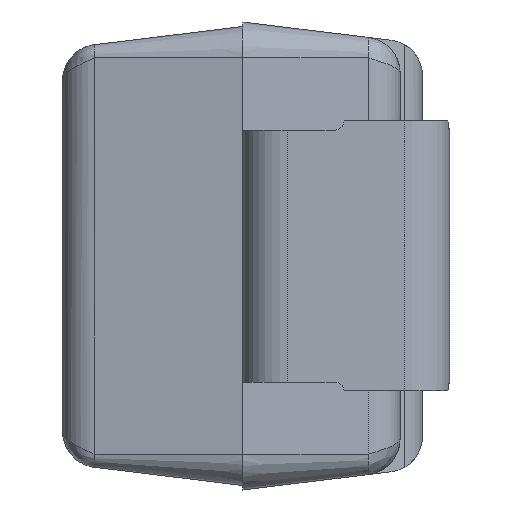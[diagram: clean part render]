
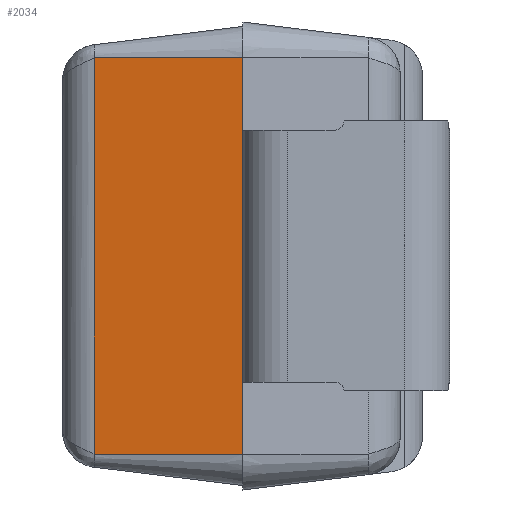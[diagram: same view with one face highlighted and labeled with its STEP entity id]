
A CAD part, left-side view. The second image highlights one B-rep face of the part: STEP entity #2034.
In plain terms, the highlighted face is planar.
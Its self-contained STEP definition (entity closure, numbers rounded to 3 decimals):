
#255=FACE_OUTER_BOUND('',#372,.T.);
#372=EDGE_LOOP('',(#1669,#1670,#1671,#1672));
#535=LINE('',#3762,#740);
#540=LINE('',#3859,#745);
#541=LINE('',#3863,#746);
#542=LINE('',#3864,#747);
#740=VECTOR('',#2671,10.);
#745=VECTOR('',#2692,10.);
#746=VECTOR('',#2697,10.);
#747=VECTOR('',#2698,10.);
#950=VERTEX_POINT('',#3709);
#951=VERTEX_POINT('',#3736);
#955=VERTEX_POINT('',#3858);
#956=VERTEX_POINT('',#3862);
#1199=EDGE_CURVE('',#951,#950,#535,.T.);
#1209=EDGE_CURVE('',#955,#950,#540,.T.);
#1211=EDGE_CURVE('',#956,#951,#541,.T.);
#1212=EDGE_CURVE('',#955,#956,#542,.T.);
#1669=ORIENTED_EDGE('',*,*,#1199,.F.);
#1670=ORIENTED_EDGE('',*,*,#1211,.F.);
#1671=ORIENTED_EDGE('',*,*,#1212,.F.);
#1672=ORIENTED_EDGE('',*,*,#1209,.T.);
#1927=PLANE('',#2262);
#2034=ADVANCED_FACE('',(#255),#1927,.T.);
#2262=AXIS2_PLACEMENT_3D('',#3861,#2695,#2696);
#2671=DIRECTION('',(0.,0.,-1.));
#2692=DIRECTION('',(-0.122,0.993,0.));
#2695=DIRECTION('center_axis',(0.993,0.122,0.));
#2696=DIRECTION('ref_axis',(0.,0.,-1.));
#2697=DIRECTION('',(-0.122,0.993,0.));
#2698=DIRECTION('',(0.,0.,1.));
#3709=CARTESIAN_POINT('',(1.959,0.824,-1.1));
#3736=CARTESIAN_POINT('',(1.959,0.824,1.1));
#3762=CARTESIAN_POINT('',(1.959,0.824,-0.55));
#3858=CARTESIAN_POINT('',(2.06,0.,-1.1));
#3859=CARTESIAN_POINT('',(2.06,0.,-1.1));
#3861=CARTESIAN_POINT('Origin',(2.06,0.,-1.1));
#3862=CARTESIAN_POINT('',(2.06,0.,1.1));
#3863=CARTESIAN_POINT('',(2.06,0.,1.1));
#3864=CARTESIAN_POINT('',(2.06,0.,-0.55));
